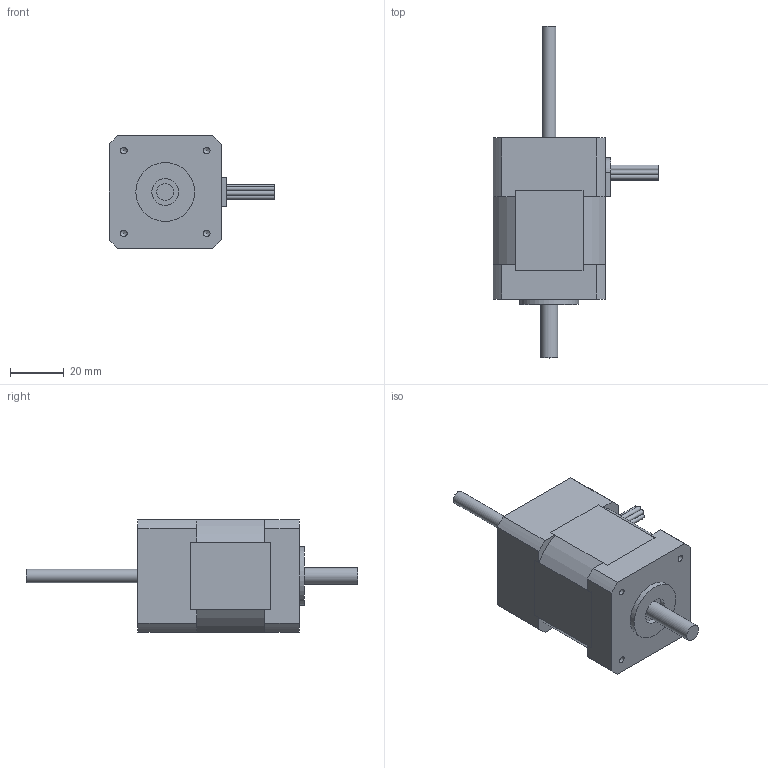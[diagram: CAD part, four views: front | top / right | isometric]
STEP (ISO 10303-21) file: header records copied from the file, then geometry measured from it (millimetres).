
FILE_DESCRIPTION(/* description */ (''),/* implementation_level */ '2;1');
FILE_NAME(/* name */ 'DB43M024030-B3.stp',/* time_stamp */ '2024-03-19T08:21:28+01:00',/* author */ ('angelika.schneid'),/* organization */ (''),/* preprocessor_version */ 'ST-DEVELOPER v18.1',/* originating_system */ 'Autodesk Inventor 2021',/* authorisation */ '');
FILE_SCHEMA (('AUTOMOTIVE_DESIGN { 1 0 10303 214 3 1 1 }'));
Length unit declared in the file: millimetre
Products named in the file (1): Bauteil3
Bounding box: 62 x 124.1 x 42 mm (x, y, z)
Volume: 103350.4 mm3; surface area: 24837.5 mm2
Topology: 17 solids, 17 shells, 194 faces, 412 edges, 269 vertices
Faces by surface type: plane 92, cylinder 75, cone 19, torus 8
Full cylindrical faces by diameter (mm): 1.7 x8, 2.459 x7, 2.693 x4, 3 x4, 3.4 x4, 5 x2, 6.35 x1, 6.5 x4, 7 x1, 10 x1, 12 x1, 22 x1
Entity records: 5583 total; most frequent: CARTESIAN_POINT 1045, DIRECTION 953, ORIENTED_EDGE 810, EDGE_CURVE 405, AXIS2_PLACEMENT_3D 385, VERTEX_POINT 269, EDGE_LOOP 226, STYLED_ITEM 210
